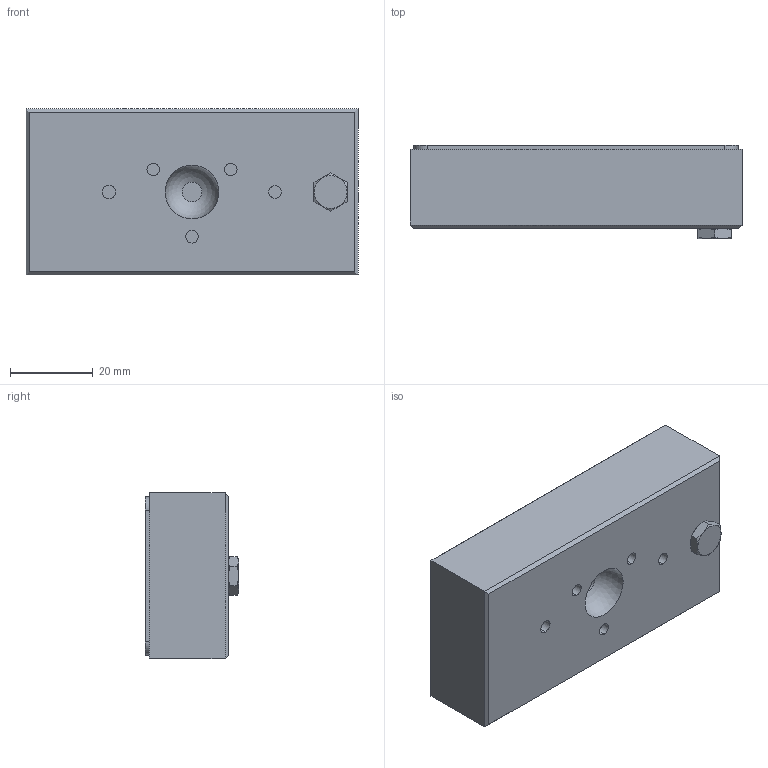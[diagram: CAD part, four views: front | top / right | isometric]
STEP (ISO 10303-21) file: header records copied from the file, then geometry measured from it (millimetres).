
FILE_DESCRIPTION (( 'STEP AP203' ), '1' );
FILE_NAME ('S124002.STEP', '2015-10-07T15:16:47', ( '' ), ( '' ), 'SwSTEP 2.0', 'SolidWorks 2015', '' );
FILE_SCHEMA (( 'CONFIG_CONTROL_DESIGN' ));
Length unit declared in the file: inch
Products named in the file (1): S124002
Bounding box: 80.01 x 22.49 x 40.01 mm (x, y, z)
Volume: 62999.3 mm3; surface area: 11688.7 mm2
Topology: 1 solids, 1 shells, 51 faces, 119 edges, 80 vertices
Faces by surface type: plane 28, cylinder 18, cone 2, bspline 2, sphere 1
Entity records: 2057 total; most frequent: CARTESIAN_POINT 816, ORIENTED_EDGE 236, DIRECTION 234, EDGE_CURVE 118, AXIS2_PLACEMENT_3D 88, VERTEX_POINT 80, EDGE_LOOP 62, LINE 58
